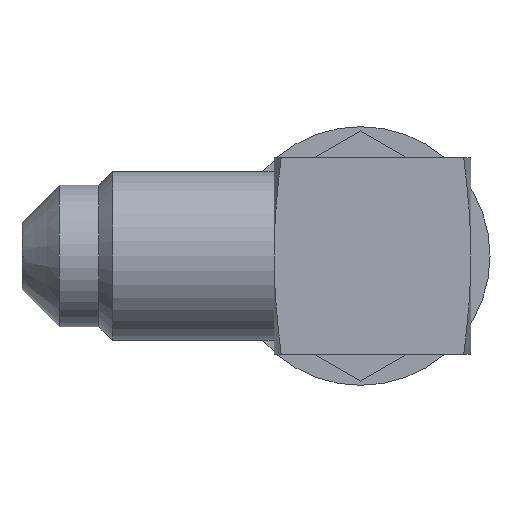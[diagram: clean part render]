
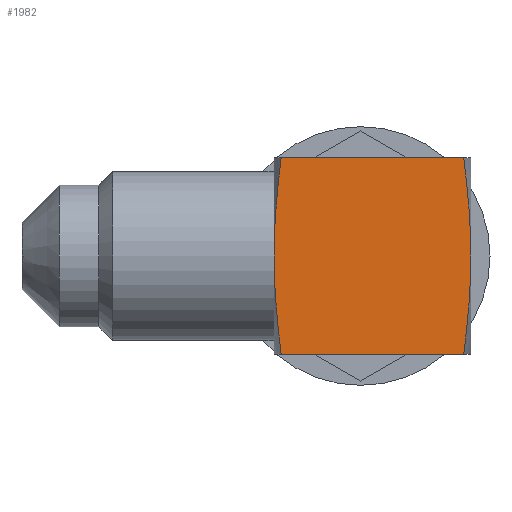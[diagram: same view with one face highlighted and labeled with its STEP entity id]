
A CAD part, left-side view. The second image highlights one B-rep face of the part: STEP entity #1982.
In plain terms, the highlighted planar face has unit normal (-1, 0, 0).
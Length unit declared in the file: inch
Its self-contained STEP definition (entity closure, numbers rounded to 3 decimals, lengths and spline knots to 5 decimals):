
#180=DIRECTION('',(0.,1.,0.));
#181=VECTOR('',#180,0.46348);
#182=CARTESIAN_POINT('',(-0.25,0.01826,0.25));
#183=LINE('',#182,#181);
#195=CARTESIAN_POINT('',(-0.25,0.48174,0.25));
#771=CARTESIAN_POINT('',(-0.25,0.48174,-0.25));
#784=CARTESIAN_POINT('',(-0.25,0.01826,-0.25));
#830=CARTESIAN_POINT('',(-0.25,0.48174,0.25));
#831=CARTESIAN_POINT('',(-0.25,0.48386,0.23296));
#832=CARTESIAN_POINT('',(-0.25,0.48769,0.20047));
#833=CARTESIAN_POINT('',(-0.25,0.49211,0.15742));
#834=CARTESIAN_POINT('',(-0.25,0.49553,0.11723));
#835=CARTESIAN_POINT('',(-0.25,0.49805,0.0782));
#836=CARTESIAN_POINT('',(-0.25,0.49963,0.03922));
#837=CARTESIAN_POINT('',(-0.25,0.5,0.01309));
#838=CARTESIAN_POINT('',(-0.25,0.5,0.));
#843=CARTESIAN_POINT('',(-0.25,0.01826,0.25));
#844=CARTESIAN_POINT('',(-0.25,0.01613,0.23295));
#845=CARTESIAN_POINT('',(-0.25,0.0123,0.20044));
#846=CARTESIAN_POINT('',(-0.25,0.00789,0.1574));
#847=CARTESIAN_POINT('',(-0.25,0.00447,0.11721));
#848=CARTESIAN_POINT('',(-0.25,0.00195,0.07819));
#849=CARTESIAN_POINT('',(-0.25,0.00037,0.03922));
#850=CARTESIAN_POINT('',(-0.25,0.,0.01309));
#851=CARTESIAN_POINT('',(-0.25,0.,0.));
#856=CARTESIAN_POINT('',(-0.25,0.,0.));
#857=CARTESIAN_POINT('',(-0.25,0.,-0.01309));
#858=CARTESIAN_POINT('',(-0.25,0.00037,-0.03923));
#859=CARTESIAN_POINT('',(-0.25,0.00195,-0.07822));
#860=CARTESIAN_POINT('',(-0.25,0.00447,-0.11722));
#861=CARTESIAN_POINT('',(-0.25,0.00789,-0.15738));
#862=CARTESIAN_POINT('',(-0.25,0.01229,-0.20037));
#863=CARTESIAN_POINT('',(-0.25,0.01613,-0.23292));
#864=CARTESIAN_POINT('',(-0.25,0.01826,-0.25));
#869=DIRECTION('',(0.,1.,0.));
#870=VECTOR('',#869,0.46348);
#871=CARTESIAN_POINT('',(-0.25,0.01826,-0.25));
#872=LINE('',#871,#870);
#876=CARTESIAN_POINT('',(-0.25,0.5,0.));
#877=CARTESIAN_POINT('',(-0.25,0.5,-0.0131));
#878=CARTESIAN_POINT('',(-0.25,0.49963,-0.03924));
#879=CARTESIAN_POINT('',(-0.25,0.49805,-0.07823));
#880=CARTESIAN_POINT('',(-0.25,0.49553,-0.11724));
#881=CARTESIAN_POINT('',(-0.25,0.49211,-0.15739));
#882=CARTESIAN_POINT('',(-0.25,0.4877,-0.2004));
#883=CARTESIAN_POINT('',(-0.25,0.48387,-0.23293));
#884=CARTESIAN_POINT('',(-0.25,0.48174,-0.25));
#1288=VERTEX_POINT('',#784);
#1290=VERTEX_POINT('',#843);
#1291=VERTEX_POINT('',#851);
#1300=CARTESIAN_POINT('',(-0.25,0.5,0.));
#1302=VERTEX_POINT('',#1300);
#1305=VERTEX_POINT('',#195);
#1307=VERTEX_POINT('',#771);
#1967=CARTESIAN_POINT('',(-0.25,0.,-0.25));
#1968=DIRECTION('',(-1.,0.,0.));
#1969=DIRECTION('',(0.,0.,1.));
#1970=AXIS2_PLACEMENT_3D('',#1967,#1968,#1969);
#1971=PLANE('',#1970);
#1973=ORIENTED_EDGE('',*,*,#1972,.F.);
#1974=ORIENTED_EDGE('',*,*,#1375,.F.);
#1976=ORIENTED_EDGE('',*,*,#1975,.T.);
#1977=ORIENTED_EDGE('',*,*,#1344,.T.);
#1978=ORIENTED_EDGE('',*,*,#1958,.T.);
#1979=ORIENTED_EDGE('',*,*,#1402,.F.);
#1980=EDGE_LOOP('',(#1973,#1974,#1976,#1977,#1978,#1979));
#1981=FACE_OUTER_BOUND('',#1980,.F.);
#1982=ADVANCED_FACE('',(#1981),#1971,.T.);
#839=B_SPLINE_CURVE_WITH_KNOTS('',3,(#830,#831,#832,#833,#834,#835,#836,#837,
#838),.UNSPECIFIED.,.F.,.F.,(4,1,1,1,1,1,4),(0.,0.16667,
0.33333,0.5,0.66667,0.83333,1.),
.UNSPECIFIED.);
#852=B_SPLINE_CURVE_WITH_KNOTS('',3,(#843,#844,#845,#846,#847,#848,#849,#850,
#851),.UNSPECIFIED.,.F.,.F.,(4,1,1,1,1,1,4),(0.,0.16667,
0.33333,0.5,0.66667,0.83333,1.),
.UNSPECIFIED.);
#865=B_SPLINE_CURVE_WITH_KNOTS('',3,(#856,#857,#858,#859,#860,#861,#862,#863,
#864),.UNSPECIFIED.,.F.,.F.,(4,1,1,1,1,1,4),(0.,0.16667,
0.33333,0.5,0.66667,0.83333,1.),
.UNSPECIFIED.);
#885=B_SPLINE_CURVE_WITH_KNOTS('',3,(#876,#877,#878,#879,#880,#881,#882,#883,
#884),.UNSPECIFIED.,.F.,.F.,(4,1,1,1,1,1,4),(0.,0.16667,
0.33333,0.5,0.66667,0.83333,1.),
.UNSPECIFIED.);
#1344=EDGE_CURVE('',#1291,#1288,#865,.T.);
#1375=EDGE_CURVE('',#1290,#1305,#183,.T.);
#1402=EDGE_CURVE('',#1302,#1307,#885,.T.);
#1958=EDGE_CURVE('',#1288,#1307,#872,.T.);
#1972=EDGE_CURVE('',#1305,#1302,#839,.T.);
#1975=EDGE_CURVE('',#1290,#1291,#852,.T.);
